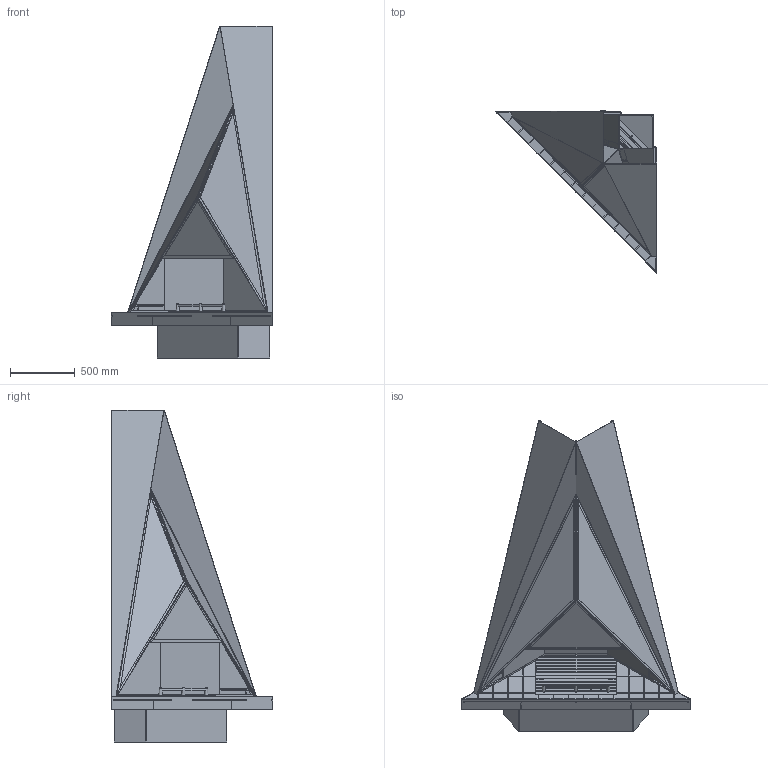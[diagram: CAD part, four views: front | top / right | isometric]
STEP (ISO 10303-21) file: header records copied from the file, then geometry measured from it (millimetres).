
FILE_DESCRIPTION(('STEP AP214'),'1');
FILE_NAME('984 Angle Foyer Ouvert.stp','2017-01-16T14:58:59',(' '),(' '),'Spatial InterOp 3D',' ',' ');
FILE_SCHEMA(('automotive_design'));
Length unit declared in the file: millimetre
Products named in the file (85): Hotte droite; Hotte Gauche (Miroir); Cornière basse (Vitre droite); Cornière centrale (Vitre droite); Cornière centrale miroir (Vitre gauche); Cornière basse Miroir (Vitre gauche); Cornière droite (Vitre centrale); Cornière gauche miroir (Vitre centrale); Cornière basse (Vitre centrale); carré de 14; Repose fonte; Fonte centrale; Fonte droite; Fonte gauche; Carapace droite; Carapace gauche (Miroir); Vitre coté droit; Fixe vitre: centrale; Vitre coté gauche (Miroir); Fixe vitre: droite, gauche et centrale; Fixe vitre: droite; Fixe vitre: gauche (Miroir); Fixe vitre centrale partie basse; Ceinture hotte; Patte en Z D; Patte en Z G; Isolation; Support d' isolation (Bas); Support d' isolation (Haut); Support d' isolation (Bas) (Miroir); Isolation (Miroir); Support d' isolation (Haut) (Miroir); Gabarit découpe isolation; Vitre centrale 3; Vitre centrale 2; Vitre centrale; Socle de 984; Socle (Plateau); Socle (Bandeau coté droit); Socle (Bandeau coté gauche) ...
Assembly tree (80 placements, depth 4):
  (unnamed)
    Hotte droite
    Hotte Gauche (Miroir)
    Cornière basse (Vitre droite)
    Cornière centrale (Vitre droite)
    Cornière centrale miroir (Vitre gauche)
    Cornière basse Miroir (Vitre gauche)
    Cornière droite (Vitre centrale)
    Cornière gauche miroir (Vitre centrale)
    Cornière basse (Vitre centrale)
    carré de 14
    Repose fonte
    Fonte centrale
    Fonte droite
    Fonte gauche
    Carapace droite
    Carapace gauche (Miroir)
    Vitre coté droit
    Fixe vitre: centrale
    Vitre coté gauche (Miroir)
    Fixe vitre: droite, gauche et centrale
    Fixe vitre: droite
    Fixe vitre: gauche (Miroir)
    Fixe vitre centrale partie basse
    Ceinture hotte
    Patte en Z D
    Patte en Z G
    Isolation
    Isolation (Miroir)
    Gabarit découpe isolation
    Vitre centrale 3
      Vitre centrale 2
      Vitre centrale
    Socle de 984
      Socle (Plateau)
      Socle (Bandeau coté droit)
      Socle (Bandeau coté gauche)
      Socle (Face arrière)
      Socle (Bandeau face avant)
      Socle (Entourage briques)
      Socle (Raidisseur droit)
      Socle (Raidisseur Gauche)
      Briques
        Briques
        Briques
        Briques
        Briques
        Briques
        Briques
        Briques
        Briques
        Briques
        Briques
        Briques
        Briques
        Briques
        Briques
        Briques
        Briques
        Briques
Bounding box: 1251.07 x 1251.07 x 2566.46 mm (x, y, z)
Volume: 45657429.8 mm3; surface area: 21823668.8 mm2
Topology: 78 solids, 78 shells, 3475 faces, 8636 edges, 5166 vertices
Faces by surface type: plane 1575, cylinder 908, bspline 803, sphere 100, torus 80, cone 9
Full cylindrical faces by diameter (mm): 4.2 x6, 5 x12, 6 x27, 7 x15, 7.2 x24, 8 x8, 9.2 x5, 10 x1
Entity records: 150583 total; most frequent: CARTESIAN_POINT 45624, ORIENTED_EDGE 16630, DIRECTION 14189, EDGE_CURVE 8315, VERTEX_POINT 5120, AXIS2_PLACEMENT_3D 4767, LINE 4655, VECTOR 4655
